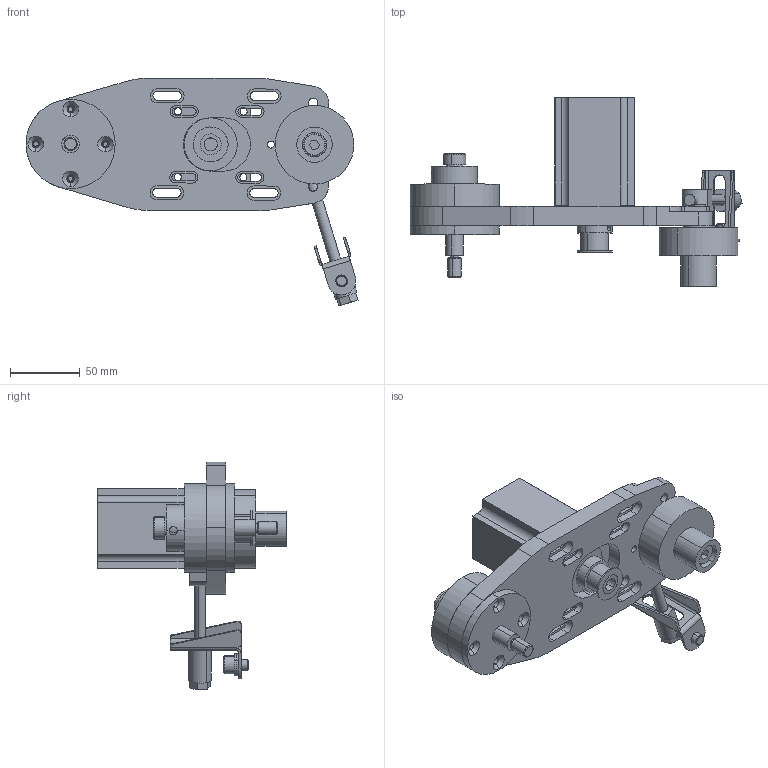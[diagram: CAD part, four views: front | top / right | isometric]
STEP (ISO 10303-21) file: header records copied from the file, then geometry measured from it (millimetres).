
FILE_DESCRIPTION (( 'STEP AP214' ), '1' );
FILE_NAME ('CRP320-00-01.STEP', '2014-01-30T17:39:08', ( '' ), ( '' ), 'SwSTEP 2.0', 'SolidWorks 2013', '' );
FILE_SCHEMA (( 'AUTOMOTIVE_DESIGN' ));
Length unit declared in the file: millimetre
Products named in the file (23): CRP301-07; CRP310-00; CRP322-00; CRP430-09; CRP320-01; CRP320-06; SOA650; CRP322-01; SB499-125; Motor380; CSA201-08; CRP320-07; CRP320-05; CRP201-09; 91294A216_91294A216; CRP400-12; 90108A415_90108A415; SK-M8-8; CRP320-00-01; CRP320-02; ISO 10423; HC-M8-100_91280A538; FW-ZP-M8
Assembly tree (26 placements, depth 3):
  CRP320-00-01
    CRP320-01
    Motor380
    CRP320-06
    CRP320-05
    91294A216_91294A216  x4
    CSA201-08
    SB499-125
    CRP322-00
      CRP322-01
      CRP320-02
      SOA650
      CRP320-07
    CRP201-09
    CRP310-00
      CRP301-07
      ISO 10423
      FW-ZP-M8  x2
      CRP400-12
      SK-M8-8
      HC-M8-100_91280A538
    CRP430-09
    90108A415_90108A415
Bounding box: 238.21 x 135.52 x 163.52 mm (x, y, z)
Volume: 596236.2 mm3; surface area: 145151.9 mm2
Topology: 24 solids, 24 shells, 1074 faces, 2845 edges, 1849 vertices
Faces by surface type: cylinder 706, plane 257, cone 83, torus 20, bspline 8
Entity records: 25383 total; most frequent: CARTESIAN_POINT 7753, DIRECTION 3381, ORIENTED_EDGE 3364, EDGE_CURVE 1682, AXIS2_PLACEMENT_3D 1277, VERTEX_POINT 1091, VECTOR 827, LINE 827
